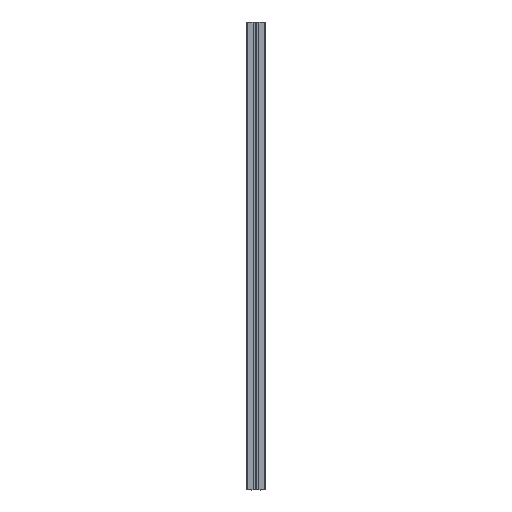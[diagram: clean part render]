
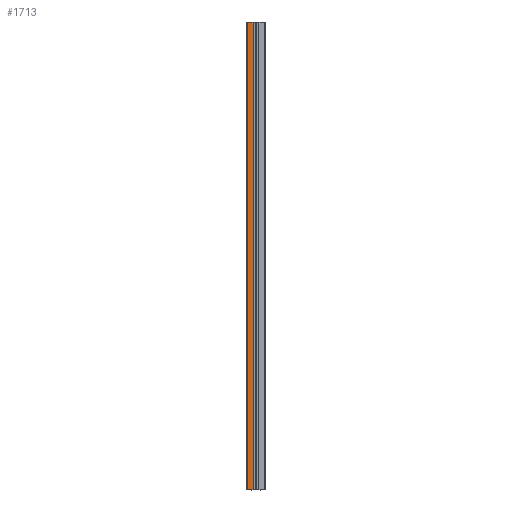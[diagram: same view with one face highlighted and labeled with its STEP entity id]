
A CAD part, left-side view. The second image highlights one B-rep face of the part: STEP entity #1713.
In plain terms, the highlighted planar face has unit normal (-1, 0, 0).
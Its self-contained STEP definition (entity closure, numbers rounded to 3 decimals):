
#139 = DIRECTION ( 'NONE',  ( 0., 1., 0. ) ) ;
#560 = CARTESIAN_POINT ( 'NONE',  ( -20., 18., 0.1 ) ) ;
#818 = ORIENTED_EDGE ( 'NONE', *, *, #2523, .F. ) ;
#1713 = ADVANCED_FACE ( 'NONE', ( #10149 ), #6196, .F. ) ;
#2183 = CARTESIAN_POINT ( 'NONE',  ( -20., 18., 0.1 ) ) ;
#2238 = EDGE_CURVE ( 'NONE', #13620, #12483, #11619, .T. ) ;
#2523 = EDGE_CURVE ( 'NONE', #12483, #16150, #9852, .T. ) ;
#3452 = CARTESIAN_POINT ( 'NONE',  ( -20., 6.325, 0.1 ) ) ;
#3884 = ORIENTED_EDGE ( 'NONE', *, *, #2238, .F. ) ;
#4510 = CARTESIAN_POINT ( 'NONE',  ( -20., 18., -1000. ) ) ;
#4902 = LINE ( 'NONE', #15610, #15386 ) ;
#5066 = VERTEX_POINT ( 'NONE', #2183 ) ;
#6196 = PLANE ( 'NONE',  #14061 ) ;
#6721 = CARTESIAN_POINT ( 'NONE',  ( -20., 6.325, -1000. ) ) ;
#6957 = EDGE_LOOP ( 'NONE', ( #10711, #9093, #818, #3884 ) ) ;
#7143 = VECTOR ( 'NONE', #7479, 1000. ) ;
#7342 = DIRECTION ( 'NONE',  ( 0., 0., -1. ) ) ;
#7408 = DIRECTION ( 'NONE',  ( 0., 0., -1. ) ) ;
#7479 = DIRECTION ( 'NONE',  ( 0., 1., 0. ) ) ;
#7635 = VECTOR ( 'NONE', #7342, 1000. ) ;
#8624 = CARTESIAN_POINT ( 'NONE',  ( -20., 20., -1000. ) ) ;
#8922 = LINE ( 'NONE', #560, #7635 ) ;
#9093 = ORIENTED_EDGE ( 'NONE', *, *, #12300, .T. ) ;
#9852 = LINE ( 'NONE', #8624, #7143 ) ;
#10149 = FACE_OUTER_BOUND ( 'NONE', #6957, .T. ) ;
#10711 = ORIENTED_EDGE ( 'NONE', *, *, #15428, .T. ) ;
#11264 = VECTOR ( 'NONE', #7408, 1000. ) ;
#11619 = LINE ( 'NONE', #3452, #11264 ) ;
#12300 = EDGE_CURVE ( 'NONE', #5066, #16150, #8922, .T. ) ;
#12483 = VERTEX_POINT ( 'NONE', #6721 ) ;
#12959 = DIRECTION ( 'NONE',  ( 0., -1., 0. ) ) ;
#13620 = VERTEX_POINT ( 'NONE', #15768 ) ;
#14061 = AXIS2_PLACEMENT_3D ( 'NONE', #14367, #14101, #12959 ) ;
#14101 = DIRECTION ( 'NONE',  ( 1., 0., 0. ) ) ;
#14367 = CARTESIAN_POINT ( 'NONE',  ( -20., 20., 0.1 ) ) ;
#15386 = VECTOR ( 'NONE', #139, 1000. ) ;
#15428 = EDGE_CURVE ( 'NONE', #13620, #5066, #4902, .T. ) ;
#15610 = CARTESIAN_POINT ( 'NONE',  ( -20., 20., 0.1 ) ) ;
#15768 = CARTESIAN_POINT ( 'NONE',  ( -20., 6.325, 0.1 ) ) ;
#16150 = VERTEX_POINT ( 'NONE', #4510 ) ;
